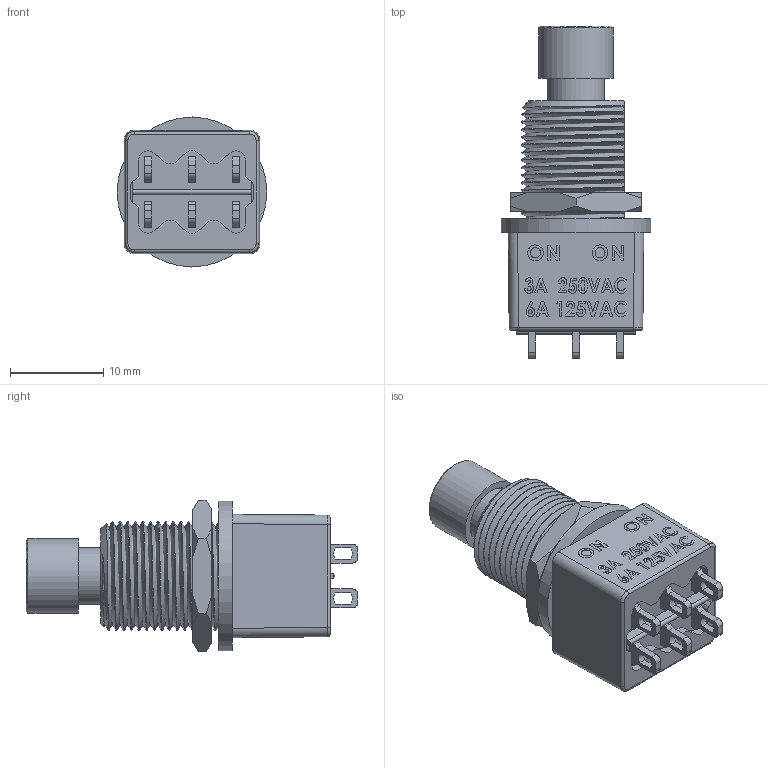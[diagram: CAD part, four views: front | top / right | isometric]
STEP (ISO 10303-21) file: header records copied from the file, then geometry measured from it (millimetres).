
FILE_DESCRIPTION (( 'STEP AP214' ), '1' );
FILE_NAME ('7HD1PJBJM1QE.STEP', '2016-04-18T06:37:36', ( 'user' ), ( 'Hewlett-Packard Company' ), 'SwSTEP 2.0', 'SolidWorks 2015', '' );
FILE_SCHEMA (( 'AUTOMOTIVE_DESIGN' ));
Length unit declared in the file: millimetre
Products named in the file (14): WCA-037(ON ON); CA002; WTE035; WTE034; 7HD1PJBJM1QE; CP060; WST027-1; WPU-0610; SL053-2; WBU-1420; WCP-0880; 大頭螺帽配件; WNU001; who401-T
Assembly tree (17 placements, depth 3):
  7HD1PJBJM1QE
    WTE034  x4
    WTE035  x2
    CA002
    WCA-037(ON ON)
    who401-T
    大頭螺帽配件
      WNU001
    WCP-0880
    WBU-1420
    SL053-2
    WPU-0610
    WST027-1
    CP060
Bounding box: 16 x 35.5 x 16.17 mm (x, y, z)
Volume: 3026.2 mm3; surface area: 6252.7 mm2
Topology: 16 solids, 16 shells, 872 faces, 2335 edges, 1525 vertices
Faces by surface type: plane 526, cylinder 192, bspline 126, torus 15, cone 8, sphere 5
Full cylindrical faces by diameter (mm): 0.8 x1, 2.2 x4, 2.7 x1, 3.9 x1, 4.72 x1, 6.05 x1, 6.1 x1, 6.5 x2, 6.56 x1, 6.9 x1, 7 x1, 8 x1, 11.7 x1, 15.2 x1, 16 x1
Entity records: 81337 total; most frequent: CARTESIAN_POINT 59855, ORIENTED_EDGE 4034, DIRECTION 3321, EDGE_CURVE 2017, LINE 1391, VECTOR 1391, VERTEX_POINT 1336, AXIS2_PLACEMENT_3D 965
